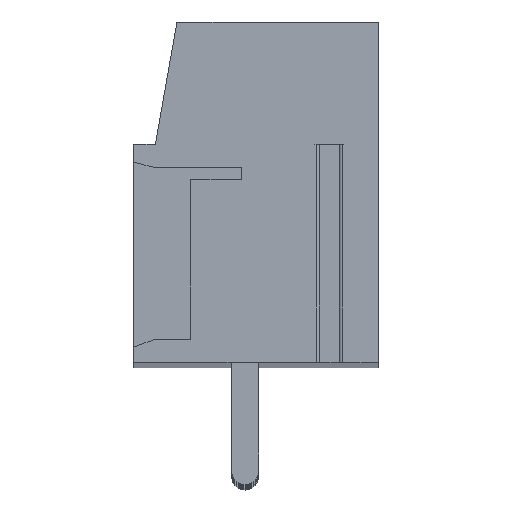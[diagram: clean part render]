
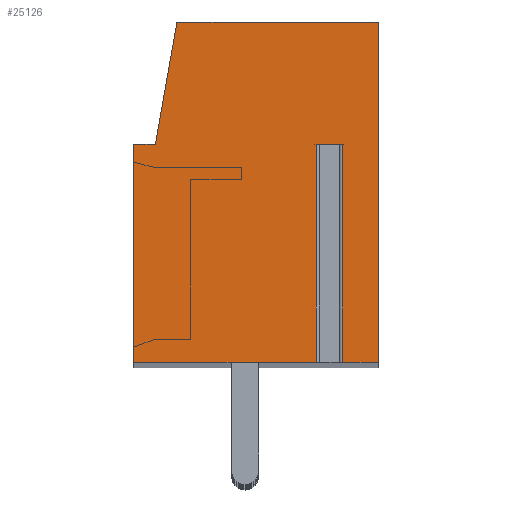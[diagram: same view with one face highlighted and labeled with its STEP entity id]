
A CAD part, top view. The second image highlights one B-rep face of the part: STEP entity #25126.
In plain terms, the highlighted planar face has unit normal (0, 0, 1).
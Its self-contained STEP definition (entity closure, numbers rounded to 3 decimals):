
#533=DIRECTION('',(-1.,0.,0.));
#534=VECTOR('',#533,0.958);
#535=CARTESIAN_POINT('',(3.179,1.75,112.5));
#536=LINE('',#535,#534);
#537=DIRECTION('',(0.,-1.,0.));
#538=VECTOR('',#537,8.);
#539=CARTESIAN_POINT('',(2.221,1.75,112.5));
#540=LINE('',#539,#538);
#541=DIRECTION('',(1.,0.,0.));
#542=VECTOR('',#541,6.721);
#543=CARTESIAN_POINT('',(-4.5,-6.25,112.5));
#544=LINE('',#543,#542);
#545=DIRECTION('',(0.,-1.,0.));
#546=VECTOR('',#545,8.);
#547=CARTESIAN_POINT('',(-4.5,1.75,112.5));
#548=LINE('',#547,#546);
#549=DIRECTION('',(-1.,0.,0.));
#550=VECTOR('',#549,0.8);
#551=CARTESIAN_POINT('',(-3.7,1.75,112.5));
#552=LINE('',#551,#550);
#553=DIRECTION('',(-0.174,-0.985,0.));
#554=VECTOR('',#553,4.569);
#555=CARTESIAN_POINT('',(-2.907,6.25,112.5));
#556=LINE('',#555,#554);
#557=DIRECTION('',(-1.,0.,0.));
#558=VECTOR('',#557,7.407);
#559=CARTESIAN_POINT('',(4.5,6.25,112.5));
#560=LINE('',#559,#558);
#561=DIRECTION('',(0.,1.,0.));
#562=VECTOR('',#561,12.5);
#563=CARTESIAN_POINT('',(4.5,-6.25,112.5));
#564=LINE('',#563,#562);
#565=DIRECTION('',(1.,0.,0.));
#566=VECTOR('',#565,1.321);
#567=CARTESIAN_POINT('',(3.179,-6.25,112.5));
#568=LINE('',#567,#566);
#569=DIRECTION('',(0.,-1.,0.));
#570=VECTOR('',#569,8.);
#571=CARTESIAN_POINT('',(3.179,1.75,112.5));
#572=LINE('',#571,#570);
#19257=CARTESIAN_POINT('',(4.5,-6.25,112.5));
#19258=CARTESIAN_POINT('',(4.5,6.25,112.5));
#19259=VERTEX_POINT('',#19257);
#19260=VERTEX_POINT('',#19258);
#19261=CARTESIAN_POINT('',(-2.907,6.25,112.5));
#19262=VERTEX_POINT('',#19261);
#19263=CARTESIAN_POINT('',(-3.7,1.75,112.5));
#19264=VERTEX_POINT('',#19263);
#19265=CARTESIAN_POINT('',(-4.5,1.75,112.5));
#19266=VERTEX_POINT('',#19265);
#19267=CARTESIAN_POINT('',(-4.5,-6.25,112.5));
#19268=VERTEX_POINT('',#19267);
#19313=CARTESIAN_POINT('',(3.179,1.75,112.5));
#19314=CARTESIAN_POINT('',(2.221,1.75,112.5));
#19315=VERTEX_POINT('',#19313);
#19316=VERTEX_POINT('',#19314);
#19317=CARTESIAN_POINT('',(3.179,-6.25,112.5));
#19318=VERTEX_POINT('',#19317);
#19319=CARTESIAN_POINT('',(2.221,-6.25,112.5));
#19320=VERTEX_POINT('',#19319);
#25102=CARTESIAN_POINT('',(0.,0.,112.5));
#25103=DIRECTION('',(0.,0.,1.));
#25104=DIRECTION('',(1.,0.,0.));
#25105=AXIS2_PLACEMENT_3D('',#25102,#25103,#25104);
#25106=PLANE('',#25105);
#25108=ORIENTED_EDGE('',*,*,#25107,.T.);
#25109=ORIENTED_EDGE('',*,*,#25093,.T.);
#25110=ORIENTED_EDGE('',*,*,#24804,.F.);
#25112=ORIENTED_EDGE('',*,*,#25111,.F.);
#25114=ORIENTED_EDGE('',*,*,#25113,.F.);
#25116=ORIENTED_EDGE('',*,*,#25115,.F.);
#25118=ORIENTED_EDGE('',*,*,#25117,.F.);
#25120=ORIENTED_EDGE('',*,*,#25119,.F.);
#25121=ORIENTED_EDGE('',*,*,#24783,.F.);
#25123=ORIENTED_EDGE('',*,*,#25122,.F.);
#25124=EDGE_LOOP('',(#25108,#25109,#25110,#25112,#25114,#25116,#25118,#25120,
#25121,#25123));
#25125=FACE_OUTER_BOUND('',#25124,.F.);
#24783=EDGE_CURVE('',#19318,#19259,#568,.T.);
#24804=EDGE_CURVE('',#19268,#19320,#544,.T.);
#25093=EDGE_CURVE('',#19316,#19320,#540,.T.);
#25107=EDGE_CURVE('',#19315,#19316,#536,.T.);
#25111=EDGE_CURVE('',#19266,#19268,#548,.T.);
#25113=EDGE_CURVE('',#19264,#19266,#552,.T.);
#25115=EDGE_CURVE('',#19262,#19264,#556,.T.);
#25117=EDGE_CURVE('',#19260,#19262,#560,.T.);
#25119=EDGE_CURVE('',#19259,#19260,#564,.T.);
#25122=EDGE_CURVE('',#19315,#19318,#572,.T.);
#25126=ADVANCED_FACE('',(#25125),#25106,.T.);
